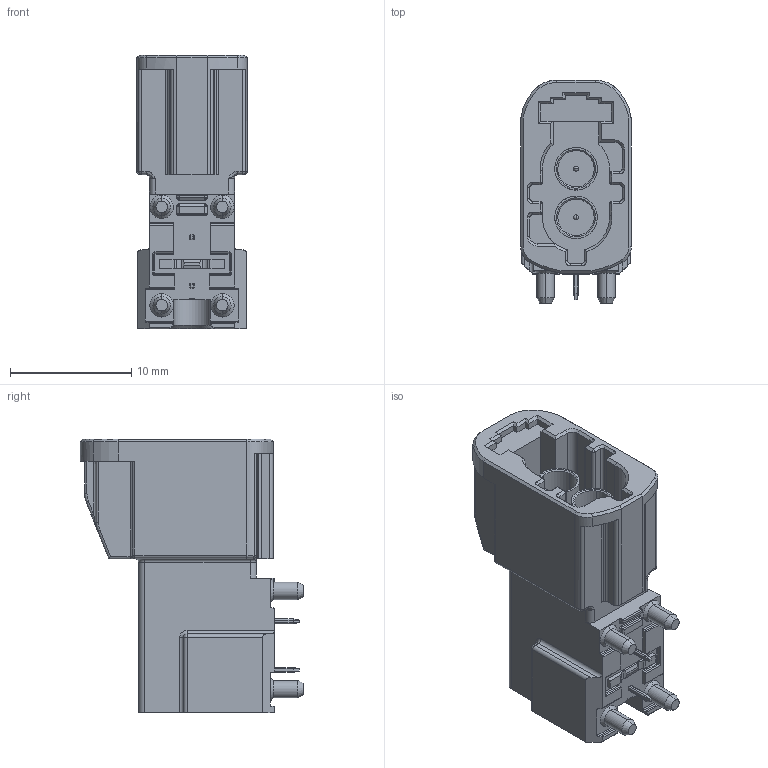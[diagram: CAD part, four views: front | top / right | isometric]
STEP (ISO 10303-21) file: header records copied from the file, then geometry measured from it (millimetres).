
FILE_DESCRIPTION(/* description */ (''),/* implementation_level */ '2;1');
FILE_NAME(/* name */ '35667173-ENV01_01-CODE C.stp',/* time_stamp */ '2023-06-19T16:20:05+08:00',/* author */ (''),/* organization */ (''),/* preprocessor_version */ 'ST-DEVELOPER v16',/* originating_system */ 'SIEMENS PLM Software NX 11.0',/* authorisation */ '');
FILE_SCHEMA (('AUTOMOTIVE_DESIGN { 1 0 10303 214 3 1 1 1 }'));
Length unit declared in the file: millimetre
Products named in the file (1): 35667173-ENV01_01-CODE C
Bounding box: 9.1 x 18.4 x 22.55 mm (x, y, z)
Volume: 1741.7 mm3; surface area: 1888.8 mm2
Topology: 1 solids, 1 shells, 520 faces, 1313 edges, 771 vertices
Faces by surface type: plane 215, cylinder 191, cone 58, torus 28, sphere 20, bspline 8
Full cylindrical faces by diameter (mm): 3.5 x2
Entity records: 17723 total; most frequent: CARTESIAN_POINT 3452, DIRECTION 2604, ORIENTED_EDGE 2542, EDGE_CURVE 1271, AXIS2_PLACEMENT_3D 925, VERTEX_POINT 769, LINE 754, VECTOR 754
